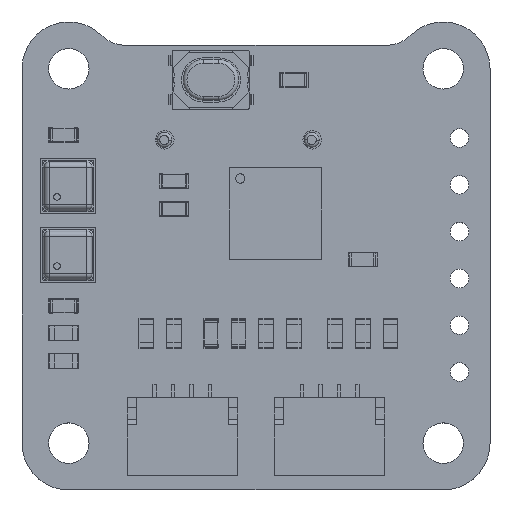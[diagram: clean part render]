
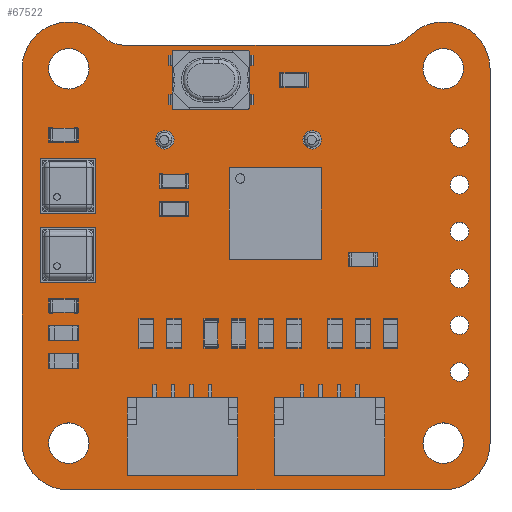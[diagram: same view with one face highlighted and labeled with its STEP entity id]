
A CAD part, top view. The second image highlights one B-rep face of the part: STEP entity #67522.
In plain terms, the highlighted planar face has unit normal (0, 0, 1).
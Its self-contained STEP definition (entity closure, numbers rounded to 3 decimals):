
#67222 = VERTEX_POINT('',#67223);
#67223 = CARTESIAN_POINT('',(21.064,24.656,1.6));
#67229 = EDGE_CURVE('',#67222,#67230,#67232,.T.);
#67230 = VERTEX_POINT('',#67231);
#67231 = CARTESIAN_POINT('',(25.4,22.86,1.6));
#67232 = CIRCLE('',#67233,2.54);
#67233 = AXIS2_PLACEMENT_3D('',#67234,#67235,#67236);
#67234 = CARTESIAN_POINT('',(22.86,22.86,1.6));
#67235 = DIRECTION('',(0.,0.,-1.));
#67236 = DIRECTION('',(-0.707,0.707,0.));
#67264 = VERTEX_POINT('',#67265);
#67265 = CARTESIAN_POINT('',(19.812,24.137,1.6));
#67271 = EDGE_CURVE('',#67264,#67222,#67272,.T.);
#67272 = CIRCLE('',#67273,1.771);
#67273 = AXIS2_PLACEMENT_3D('',#67274,#67275,#67276);
#67274 = CARTESIAN_POINT('',(19.812,25.908,1.6));
#67275 = DIRECTION('',(0.,0.,1.));
#67276 = DIRECTION('',(0.,-1.,0.));
#67295 = EDGE_CURVE('',#67230,#67296,#67298,.T.);
#67296 = VERTEX_POINT('',#67297);
#67297 = CARTESIAN_POINT('',(25.4,2.54,1.6));
#67298 = LINE('',#67299,#67300);
#67299 = CARTESIAN_POINT('',(25.4,22.86,1.6));
#67300 = VECTOR('',#67301,1.);
#67301 = DIRECTION('',(0.,-1.,0.));
#67522 = ADVANCED_FACE('',(#67523,#67586,#67597,#67608,#67619,#67630,
    #67641,#67652,#67663,#67674,#67685,#67696,#67707),#67718,.T.);
#67523 = FACE_BOUND('',#67524,.T.);
#67524 = EDGE_LOOP('',(#67525,#67526,#67527,#67535,#67544,#67553,#67561,
    #67570,#67578,#67585));
#67525 = ORIENTED_EDGE('',*,*,#67229,.F.);
#67526 = ORIENTED_EDGE('',*,*,#67271,.F.);
#67527 = ORIENTED_EDGE('',*,*,#67528,.F.);
#67528 = EDGE_CURVE('',#67529,#67264,#67531,.T.);
#67529 = VERTEX_POINT('',#67530);
#67530 = CARTESIAN_POINT('',(5.588,24.137,1.6));
#67531 = LINE('',#67532,#67533);
#67532 = CARTESIAN_POINT('',(5.588,24.137,1.6));
#67533 = VECTOR('',#67534,1.);
#67534 = DIRECTION('',(1.,0.,0.));
#67535 = ORIENTED_EDGE('',*,*,#67536,.F.);
#67536 = EDGE_CURVE('',#67537,#67529,#67539,.T.);
#67537 = VERTEX_POINT('',#67538);
#67538 = CARTESIAN_POINT('',(4.336,24.656,1.6));
#67539 = CIRCLE('',#67540,1.771);
#67540 = AXIS2_PLACEMENT_3D('',#67541,#67542,#67543);
#67541 = CARTESIAN_POINT('',(5.588,25.908,1.6));
#67542 = DIRECTION('',(0.,0.,1.));
#67543 = DIRECTION('',(-0.707,-0.707,0.));
#67544 = ORIENTED_EDGE('',*,*,#67545,.F.);
#67545 = EDGE_CURVE('',#67546,#67537,#67548,.T.);
#67546 = VERTEX_POINT('',#67547);
#67547 = CARTESIAN_POINT('',(0.,22.86,1.6));
#67548 = CIRCLE('',#67549,2.54);
#67549 = AXIS2_PLACEMENT_3D('',#67550,#67551,#67552);
#67550 = CARTESIAN_POINT('',(2.54,22.86,1.6));
#67551 = DIRECTION('',(0.,0.,-1.));
#67552 = DIRECTION('',(-1.,0.,-0.));
#67553 = ORIENTED_EDGE('',*,*,#67554,.F.);
#67554 = EDGE_CURVE('',#67555,#67546,#67557,.T.);
#67555 = VERTEX_POINT('',#67556);
#67556 = CARTESIAN_POINT('',(0.,2.54,1.6));
#67557 = LINE('',#67558,#67559);
#67558 = CARTESIAN_POINT('',(0.,2.54,1.6));
#67559 = VECTOR('',#67560,1.);
#67560 = DIRECTION('',(0.,1.,0.));
#67561 = ORIENTED_EDGE('',*,*,#67562,.F.);
#67562 = EDGE_CURVE('',#67563,#67555,#67565,.T.);
#67563 = VERTEX_POINT('',#67564);
#67564 = CARTESIAN_POINT('',(2.54,0.,1.6));
#67565 = CIRCLE('',#67566,2.54);
#67566 = AXIS2_PLACEMENT_3D('',#67567,#67568,#67569);
#67567 = CARTESIAN_POINT('',(2.54,2.54,1.6));
#67568 = DIRECTION('',(0.,0.,-1.));
#67569 = DIRECTION('',(0.,-1.,-0.));
#67570 = ORIENTED_EDGE('',*,*,#67571,.F.);
#67571 = EDGE_CURVE('',#67572,#67563,#67574,.T.);
#67572 = VERTEX_POINT('',#67573);
#67573 = CARTESIAN_POINT('',(22.86,0.,1.6));
#67574 = LINE('',#67575,#67576);
#67575 = CARTESIAN_POINT('',(22.86,0.,1.6));
#67576 = VECTOR('',#67577,1.);
#67577 = DIRECTION('',(-1.,0.,0.));
#67578 = ORIENTED_EDGE('',*,*,#67579,.F.);
#67579 = EDGE_CURVE('',#67296,#67572,#67580,.T.);
#67580 = CIRCLE('',#67581,2.54);
#67581 = AXIS2_PLACEMENT_3D('',#67582,#67583,#67584);
#67582 = CARTESIAN_POINT('',(22.86,2.54,1.6));
#67583 = DIRECTION('',(0.,0.,-1.));
#67584 = DIRECTION('',(1.,0.,0.));
#67585 = ORIENTED_EDGE('',*,*,#67295,.F.);
#67586 = FACE_BOUND('',#67587,.T.);
#67587 = EDGE_LOOP('',(#67588));
#67588 = ORIENTED_EDGE('',*,*,#67589,.T.);
#67589 = EDGE_CURVE('',#67590,#67590,#67592,.T.);
#67590 = VERTEX_POINT('',#67591);
#67591 = CARTESIAN_POINT('',(2.54,1.44,1.6));
#67592 = CIRCLE('',#67593,1.1);
#67593 = AXIS2_PLACEMENT_3D('',#67594,#67595,#67596);
#67594 = CARTESIAN_POINT('',(2.54,2.54,1.6));
#67595 = DIRECTION('',(-0.,0.,-1.));
#67596 = DIRECTION('',(-0.,-1.,0.));
#67597 = FACE_BOUND('',#67598,.T.);
#67598 = EDGE_LOOP('',(#67599));
#67599 = ORIENTED_EDGE('',*,*,#67600,.T.);
#67600 = EDGE_CURVE('',#67601,#67601,#67603,.T.);
#67601 = VERTEX_POINT('',#67602);
#67602 = CARTESIAN_POINT('',(22.86,1.44,1.6));
#67603 = CIRCLE('',#67604,1.1);
#67604 = AXIS2_PLACEMENT_3D('',#67605,#67606,#67607);
#67605 = CARTESIAN_POINT('',(22.86,2.54,1.6));
#67606 = DIRECTION('',(-0.,0.,-1.));
#67607 = DIRECTION('',(-0.,-1.,0.));
#67608 = FACE_BOUND('',#67609,.T.);
#67609 = EDGE_LOOP('',(#67610));
#67610 = ORIENTED_EDGE('',*,*,#67611,.T.);
#67611 = EDGE_CURVE('',#67612,#67612,#67614,.T.);
#67612 = VERTEX_POINT('',#67613);
#67613 = CARTESIAN_POINT('',(23.75,5.9,1.6));
#67614 = CIRCLE('',#67615,0.5);
#67615 = AXIS2_PLACEMENT_3D('',#67616,#67617,#67618);
#67616 = CARTESIAN_POINT('',(23.75,6.4,1.6));
#67617 = DIRECTION('',(-0.,0.,-1.));
#67618 = DIRECTION('',(-0.,-1.,0.));
#67619 = FACE_BOUND('',#67620,.T.);
#67620 = EDGE_LOOP('',(#67621));
#67621 = ORIENTED_EDGE('',*,*,#67622,.T.);
#67622 = EDGE_CURVE('',#67623,#67623,#67625,.T.);
#67623 = VERTEX_POINT('',#67624);
#67624 = CARTESIAN_POINT('',(23.75,8.44,1.6));
#67625 = CIRCLE('',#67626,0.5);
#67626 = AXIS2_PLACEMENT_3D('',#67627,#67628,#67629);
#67627 = CARTESIAN_POINT('',(23.75,8.94,1.6));
#67628 = DIRECTION('',(-0.,0.,-1.));
#67629 = DIRECTION('',(-0.,-1.,0.));
#67630 = FACE_BOUND('',#67631,.T.);
#67631 = EDGE_LOOP('',(#67632));
#67632 = ORIENTED_EDGE('',*,*,#67633,.T.);
#67633 = EDGE_CURVE('',#67634,#67634,#67636,.T.);
#67634 = VERTEX_POINT('',#67635);
#67635 = CARTESIAN_POINT('',(23.75,10.98,1.6));
#67636 = CIRCLE('',#67637,0.5);
#67637 = AXIS2_PLACEMENT_3D('',#67638,#67639,#67640);
#67638 = CARTESIAN_POINT('',(23.75,11.48,1.6));
#67639 = DIRECTION('',(-0.,0.,-1.));
#67640 = DIRECTION('',(-0.,-1.,0.));
#67641 = FACE_BOUND('',#67642,.T.);
#67642 = EDGE_LOOP('',(#67643));
#67643 = ORIENTED_EDGE('',*,*,#67644,.T.);
#67644 = EDGE_CURVE('',#67645,#67645,#67647,.T.);
#67645 = VERTEX_POINT('',#67646);
#67646 = CARTESIAN_POINT('',(2.54,21.76,1.6));
#67647 = CIRCLE('',#67648,1.1);
#67648 = AXIS2_PLACEMENT_3D('',#67649,#67650,#67651);
#67649 = CARTESIAN_POINT('',(2.54,22.86,1.6));
#67650 = DIRECTION('',(-0.,0.,-1.));
#67651 = DIRECTION('',(-0.,-1.,0.));
#67652 = FACE_BOUND('',#67653,.T.);
#67653 = EDGE_LOOP('',(#67654));
#67654 = ORIENTED_EDGE('',*,*,#67655,.T.);
#67655 = EDGE_CURVE('',#67656,#67656,#67658,.T.);
#67656 = VERTEX_POINT('',#67657);
#67657 = CARTESIAN_POINT('',(7.75,18.5,1.6));
#67658 = CIRCLE('',#67659,0.5);
#67659 = AXIS2_PLACEMENT_3D('',#67660,#67661,#67662);
#67660 = CARTESIAN_POINT('',(7.75,19.,1.6));
#67661 = DIRECTION('',(-0.,0.,-1.));
#67662 = DIRECTION('',(-0.,-1.,0.));
#67663 = FACE_BOUND('',#67664,.T.);
#67664 = EDGE_LOOP('',(#67665));
#67665 = ORIENTED_EDGE('',*,*,#67666,.T.);
#67666 = EDGE_CURVE('',#67667,#67667,#67669,.T.);
#67667 = VERTEX_POINT('',#67668);
#67668 = CARTESIAN_POINT('',(23.75,13.52,1.6));
#67669 = CIRCLE('',#67670,0.5);
#67670 = AXIS2_PLACEMENT_3D('',#67671,#67672,#67673);
#67671 = CARTESIAN_POINT('',(23.75,14.02,1.6));
#67672 = DIRECTION('',(-0.,0.,-1.));
#67673 = DIRECTION('',(-0.,-1.,0.));
#67674 = FACE_BOUND('',#67675,.T.);
#67675 = EDGE_LOOP('',(#67676));
#67676 = ORIENTED_EDGE('',*,*,#67677,.T.);
#67677 = EDGE_CURVE('',#67678,#67678,#67680,.T.);
#67678 = VERTEX_POINT('',#67679);
#67679 = CARTESIAN_POINT('',(23.75,16.06,1.6));
#67680 = CIRCLE('',#67681,0.5);
#67681 = AXIS2_PLACEMENT_3D('',#67682,#67683,#67684);
#67682 = CARTESIAN_POINT('',(23.75,16.56,1.6));
#67683 = DIRECTION('',(-0.,0.,-1.));
#67684 = DIRECTION('',(-0.,-1.,0.));
#67685 = FACE_BOUND('',#67686,.T.);
#67686 = EDGE_LOOP('',(#67687));
#67687 = ORIENTED_EDGE('',*,*,#67688,.T.);
#67688 = EDGE_CURVE('',#67689,#67689,#67691,.T.);
#67689 = VERTEX_POINT('',#67690);
#67690 = CARTESIAN_POINT('',(15.75,18.5,1.6));
#67691 = CIRCLE('',#67692,0.5);
#67692 = AXIS2_PLACEMENT_3D('',#67693,#67694,#67695);
#67693 = CARTESIAN_POINT('',(15.75,19.,1.6));
#67694 = DIRECTION('',(-0.,0.,-1.));
#67695 = DIRECTION('',(-0.,-1.,0.));
#67696 = FACE_BOUND('',#67697,.T.);
#67697 = EDGE_LOOP('',(#67698));
#67698 = ORIENTED_EDGE('',*,*,#67699,.T.);
#67699 = EDGE_CURVE('',#67700,#67700,#67702,.T.);
#67700 = VERTEX_POINT('',#67701);
#67701 = CARTESIAN_POINT('',(23.75,18.6,1.6));
#67702 = CIRCLE('',#67703,0.5);
#67703 = AXIS2_PLACEMENT_3D('',#67704,#67705,#67706);
#67704 = CARTESIAN_POINT('',(23.75,19.1,1.6));
#67705 = DIRECTION('',(-0.,0.,-1.));
#67706 = DIRECTION('',(-0.,-1.,0.));
#67707 = FACE_BOUND('',#67708,.T.);
#67708 = EDGE_LOOP('',(#67709));
#67709 = ORIENTED_EDGE('',*,*,#67710,.T.);
#67710 = EDGE_CURVE('',#67711,#67711,#67713,.T.);
#67711 = VERTEX_POINT('',#67712);
#67712 = CARTESIAN_POINT('',(22.86,21.76,1.6));
#67713 = CIRCLE('',#67714,1.1);
#67714 = AXIS2_PLACEMENT_3D('',#67715,#67716,#67717);
#67715 = CARTESIAN_POINT('',(22.86,22.86,1.6));
#67716 = DIRECTION('',(-0.,0.,-1.));
#67717 = DIRECTION('',(-0.,-1.,0.));
#67718 = PLANE('',#67719);
#67719 = AXIS2_PLACEMENT_3D('',#67720,#67721,#67722);
#67720 = CARTESIAN_POINT('',(0.,0.,1.6));
#67721 = DIRECTION('',(0.,0.,1.));
#67722 = DIRECTION('',(1.,0.,-0.));
